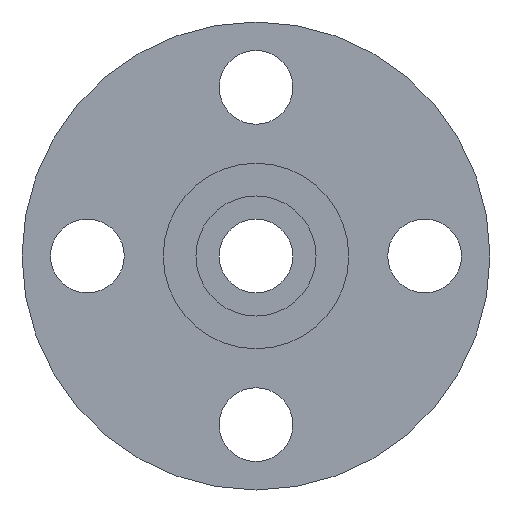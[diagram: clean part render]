
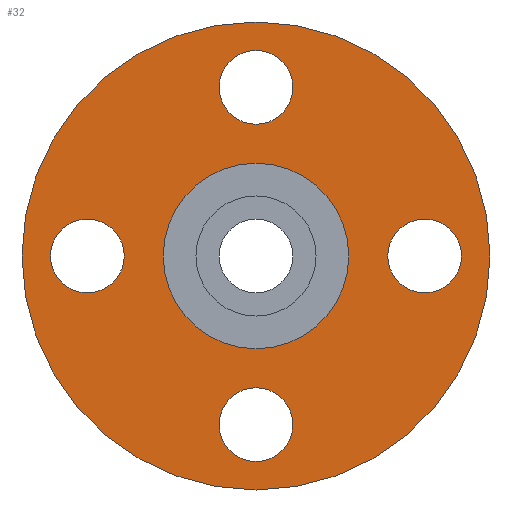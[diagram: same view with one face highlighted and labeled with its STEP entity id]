
A CAD part, front view. The second image highlights one B-rep face of the part: STEP entity #32.
In plain terms, the highlighted planar face has unit normal (0, -1, 0).
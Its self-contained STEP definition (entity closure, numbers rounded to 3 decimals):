
#6 = CARTESIAN_POINT ( 'NONE',  ( -45.193, 20.564, 21.724 ) ) ;
#9 = DIRECTION ( 'NONE',  ( 0., 0., 1. ) ) ;
#10 = DIRECTION ( 'NONE',  ( 0., 1., 0. ) ) ;
#11 = CARTESIAN_POINT ( 'NONE',  ( -45.193, 20.564, 2.624 ) ) ;
#32 = ADVANCED_FACE ( 'NONE', ( #333, #209, #305, #256, #219, #231 ), #315, .F. ) ;
#37 = DIRECTION ( 'NONE',  ( 0., 0., 1. ) ) ;
#40 = DIRECTION ( 'NONE',  ( 0., 1., 0. ) ) ;
#42 = CARTESIAN_POINT ( 'NONE',  ( -45.193, 20.564, 10.624 ) ) ;
#47 = DIRECTION ( 'NONE',  ( 0., 0., 1. ) ) ;
#48 = DIRECTION ( 'NONE',  ( 0., 1., 0. ) ) ;
#49 = CARTESIAN_POINT ( 'NONE',  ( -37.193, 20.564, 10.624 ) ) ;
#50 = DIRECTION ( 'NONE',  ( 0., 0., 1. ) ) ;
#51 = DIRECTION ( 'NONE',  ( 0., 1., 0. ) ) ;
#52 = CARTESIAN_POINT ( 'NONE',  ( -45.193, 20.564, 10.624 ) ) ;
#56 = DIRECTION ( 'NONE',  ( 0., 0., 1. ) ) ;
#57 = DIRECTION ( 'NONE',  ( 0., 1., 0. ) ) ;
#58 = CARTESIAN_POINT ( 'NONE',  ( -53.193, 20.564, 10.624 ) ) ;
#86 = DIRECTION ( 'NONE',  ( 0., 0., 1. ) ) ;
#87 = EDGE_LOOP ( 'NONE', ( #529, #614 ) ) ;
#89 = DIRECTION ( 'NONE',  ( 0., 1., 0. ) ) ;
#90 = CARTESIAN_POINT ( 'NONE',  ( -37.193, 20.564, 10.624 ) ) ;
#134 = DIRECTION ( 'NONE',  ( 0., -1., 0. ) ) ;
#136 = CARTESIAN_POINT ( 'NONE',  ( -45.193, 20.564, 10.624 ) ) ;
#137 = VERTEX_POINT ( 'NONE', #394 ) ;
#157 = CIRCLE ( 'NONE', #505, 4.4 ) ;
#166 = CARTESIAN_POINT ( 'NONE',  ( -45.193, 20.564, 18.624 ) ) ;
#173 = CIRCLE ( 'NONE', #504, 4.4 ) ;
#174 = DIRECTION ( 'NONE',  ( 0., 1., 0. ) ) ;
#179 = DIRECTION ( 'NONE',  ( 0., 1., 0. ) ) ;
#183 = CIRCLE ( 'NONE', #506, 1.75 ) ;
#188 = CIRCLE ( 'NONE', #521, 1.75 ) ;
#189 = EDGE_LOOP ( 'NONE', ( #590, #213 ) ) ;
#199 = VERTEX_POINT ( 'NONE', #619 ) ;
#207 = ORIENTED_EDGE ( 'NONE', *, *, #627, .T. ) ;
#209 = FACE_BOUND ( 'NONE', #428, .T. ) ;
#213 = ORIENTED_EDGE ( 'NONE', *, *, #460, .T. ) ;
#219 = FACE_BOUND ( 'NONE', #611, .T. ) ;
#220 = CIRCLE ( 'NONE', #515, 11.1 ) ;
#224 = CARTESIAN_POINT ( 'NONE',  ( -45.193, 20.564, 16.874 ) ) ;
#230 = DIRECTION ( 'NONE',  ( 0., 1., 0. ) ) ;
#231 = FACE_BOUND ( 'NONE', #87, .T. ) ;
#237 = DIRECTION ( 'NONE',  ( 0., 0., 1. ) ) ;
#249 = CIRCLE ( 'NONE', #525, 1.75 ) ;
#252 = CARTESIAN_POINT ( 'NONE',  ( -45.193, 20.564, -0.476 ) ) ;
#254 = DIRECTION ( 'NONE',  ( 0., 0., 1. ) ) ;
#256 = FACE_BOUND ( 'NONE', #189, .T. ) ;
#257 = VERTEX_POINT ( 'NONE', #402 ) ;
#264 = CARTESIAN_POINT ( 'NONE',  ( -45.193, 20.564, 18.624 ) ) ;
#265 = DIRECTION ( 'NONE',  ( 0., 1., 0. ) ) ;
#266 = CARTESIAN_POINT ( 'NONE',  ( -45.193, 20.564, 2.624 ) ) ;
#282 = CARTESIAN_POINT ( 'NONE',  ( -53.193, 20.564, 8.874 ) ) ;
#289 = CIRCLE ( 'NONE', #545, 1.75 ) ;
#290 = CARTESIAN_POINT ( 'NONE',  ( -45.193, 20.564, 0.874 ) ) ;
#295 = CARTESIAN_POINT ( 'NONE',  ( -45.193, 20.564, 6.224 ) ) ;
#296 = DIRECTION ( 'NONE',  ( 0., -1., 0. ) ) ;
#298 = CARTESIAN_POINT ( 'NONE',  ( -45.193, 20.564, 10.624 ) ) ;
#303 = DIRECTION ( 'NONE',  ( 0., 0., 1. ) ) ;
#304 = ORIENTED_EDGE ( 'NONE', *, *, #634, .F. ) ;
#305 = FACE_BOUND ( 'NONE', #427, .T. ) ;
#307 = CIRCLE ( 'NONE', #486, 1.75 ) ;
#308 = CIRCLE ( 'NONE', #536, 11.1 ) ;
#311 = CIRCLE ( 'NONE', #512, 1.75 ) ;
#315 = PLANE ( 'NONE',  #477 ) ;
#318 = CIRCLE ( 'NONE', #544, 1.75 ) ;
#320 = CARTESIAN_POINT ( 'NONE',  ( -45.193, 20.564, 10.624 ) ) ;
#333 = FACE_OUTER_BOUND ( 'NONE', #430, .T. ) ;
#338 = DIRECTION ( 'NONE',  ( 0., 0., 1. ) ) ;
#340 = CIRCLE ( 'NONE', #517, 1.75 ) ;
#350 = VERTEX_POINT ( 'NONE', #503 ) ;
#375 = ORIENTED_EDGE ( 'NONE', *, *, #601, .T. ) ;
#394 = CARTESIAN_POINT ( 'NONE',  ( -37.193, 20.564, 12.374 ) ) ;
#397 = VERTEX_POINT ( 'NONE', #513 ) ;
#402 = CARTESIAN_POINT ( 'NONE',  ( -37.193, 20.564, 8.874 ) ) ;
#416 = ORIENTED_EDGE ( 'NONE', *, *, #677, .T. ) ;
#419 = VERTEX_POINT ( 'NONE', #295 ) ;
#423 = DIRECTION ( 'NONE',  ( 0., 0., 1. ) ) ;
#427 = EDGE_LOOP ( 'NONE', ( #576, #375 ) ) ;
#428 = EDGE_LOOP ( 'NONE', ( #502, #416 ) ) ;
#430 = EDGE_LOOP ( 'NONE', ( #304, #556 ) ) ;
#458 = VERTEX_POINT ( 'NONE', #224 ) ;
#459 = DIRECTION ( 'NONE',  ( 0., 1., 0. ) ) ;
#460 = EDGE_CURVE ( 'NONE', #458, #397, #307, .T. ) ;
#477 = AXIS2_PLACEMENT_3D ( 'NONE', #320, #179, #338 ) ;
#486 = AXIS2_PLACEMENT_3D ( 'NONE', #264, #265, #254 ) ;
#494 = CARTESIAN_POINT ( 'NONE',  ( -53.193, 20.564, 10.624 ) ) ;
#502 = ORIENTED_EDGE ( 'NONE', *, *, #642, .T. ) ;
#503 = CARTESIAN_POINT ( 'NONE',  ( -45.193, 20.564, 15.024 ) ) ;
#504 = AXIS2_PLACEMENT_3D ( 'NONE', #136, #134, #626 ) ;
#505 = AXIS2_PLACEMENT_3D ( 'NONE', #298, #296, #303 ) ;
#506 = AXIS2_PLACEMENT_3D ( 'NONE', #166, #174, #604 ) ;
#512 = AXIS2_PLACEMENT_3D ( 'NONE', #49, #48, #47 ) ;
#513 = CARTESIAN_POINT ( 'NONE',  ( -45.193, 20.564, 20.374 ) ) ;
#515 = AXIS2_PLACEMENT_3D ( 'NONE', #52, #51, #50 ) ;
#517 = AXIS2_PLACEMENT_3D ( 'NONE', #58, #57, #56 ) ;
#519 = ORIENTED_EDGE ( 'NONE', *, *, #668, .T. ) ;
#521 = AXIS2_PLACEMENT_3D ( 'NONE', #90, #89, #86 ) ;
#525 = AXIS2_PLACEMENT_3D ( 'NONE', #11, #10, #9 ) ;
#529 = ORIENTED_EDGE ( 'NONE', *, *, #588, .F. ) ;
#536 = AXIS2_PLACEMENT_3D ( 'NONE', #42, #40, #37 ) ;
#538 = VERTEX_POINT ( 'NONE', #252 ) ;
#544 = AXIS2_PLACEMENT_3D ( 'NONE', #266, #230, #237 ) ;
#545 = AXIS2_PLACEMENT_3D ( 'NONE', #494, #459, #423 ) ;
#556 = ORIENTED_EDGE ( 'NONE', *, *, #632, .F. ) ;
#564 = VERTEX_POINT ( 'NONE', #282 ) ;
#570 = VERTEX_POINT ( 'NONE', #290 ) ;
#571 = VERTEX_POINT ( 'NONE', #630 ) ;
#576 = ORIENTED_EDGE ( 'NONE', *, *, #633, .T. ) ;
#581 = EDGE_CURVE ( 'NONE', #397, #458, #183, .T. ) ;
#583 = EDGE_CURVE ( 'NONE', #419, #350, #157, .T. ) ;
#588 = EDGE_CURVE ( 'NONE', #350, #419, #173, .T. ) ;
#590 = ORIENTED_EDGE ( 'NONE', *, *, #581, .T. ) ;
#601 = EDGE_CURVE ( 'NONE', #257, #137, #188, .T. ) ;
#604 = DIRECTION ( 'NONE',  ( 0., 0., 1. ) ) ;
#611 = EDGE_LOOP ( 'NONE', ( #207, #519 ) ) ;
#614 = ORIENTED_EDGE ( 'NONE', *, *, #583, .F. ) ;
#619 = CARTESIAN_POINT ( 'NONE',  ( -53.193, 20.564, 12.374 ) ) ;
#626 = DIRECTION ( 'NONE',  ( 0., 0., 1. ) ) ;
#627 = EDGE_CURVE ( 'NONE', #199, #564, #340, .T. ) ;
#630 = CARTESIAN_POINT ( 'NONE',  ( -45.193, 20.564, 4.374 ) ) ;
#632 = EDGE_CURVE ( 'NONE', #649, #538, #220, .T. ) ;
#633 = EDGE_CURVE ( 'NONE', #137, #257, #311, .T. ) ;
#634 = EDGE_CURVE ( 'NONE', #538, #649, #308, .T. ) ;
#642 = EDGE_CURVE ( 'NONE', #571, #570, #249, .T. ) ;
#649 = VERTEX_POINT ( 'NONE', #6 ) ;
#668 = EDGE_CURVE ( 'NONE', #564, #199, #289, .T. ) ;
#677 = EDGE_CURVE ( 'NONE', #570, #571, #318, .T. ) ;
